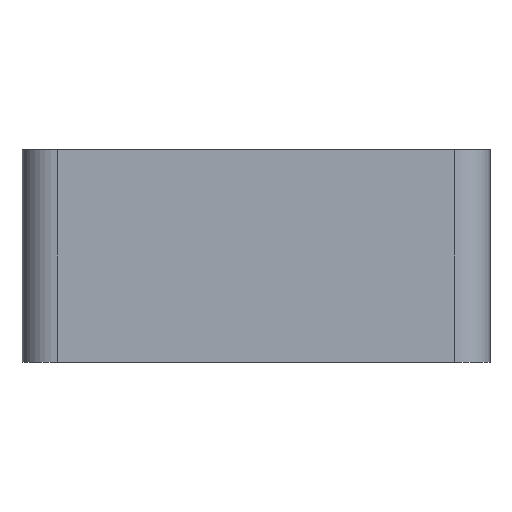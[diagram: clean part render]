
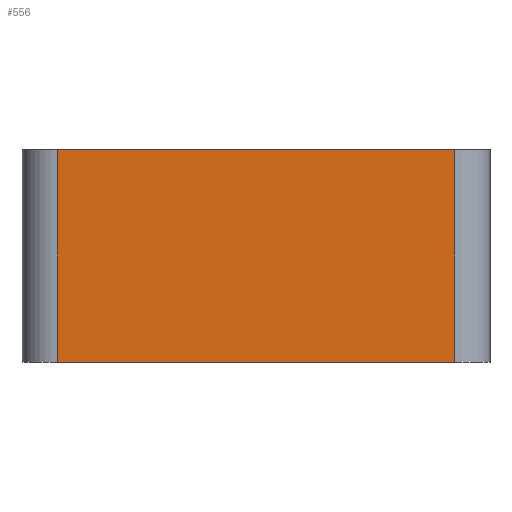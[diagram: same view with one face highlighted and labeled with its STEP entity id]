
A CAD part, front view. The second image highlights one B-rep face of the part: STEP entity #556.
In plain terms, the highlighted planar face has unit normal (0, -1, 0).
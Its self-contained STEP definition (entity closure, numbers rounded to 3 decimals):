
#35=PLANE('',#608);
#63=FACE_OUTER_BOUND('',#91,.T.);
#91=EDGE_LOOP('',(#508,#509,#510,#511));
#100=LINE('',#779,#168);
#109=LINE('',#805,#177);
#119=LINE('',#828,#187);
#160=LINE('',#912,#228);
#168=VECTOR('',#631,10.);
#177=VECTOR('',#654,10.);
#187=VECTOR('',#672,10.);
#228=VECTOR('',#751,10.);
#247=VERTEX_POINT('',#776);
#248=VERTEX_POINT('',#778);
#258=VERTEX_POINT('',#803);
#267=VERTEX_POINT('',#826);
#301=EDGE_CURVE('',#248,#247,#100,.T.);
#314=EDGE_CURVE('',#258,#247,#109,.T.);
#326=EDGE_CURVE('',#248,#267,#119,.T.);
#368=EDGE_CURVE('',#267,#258,#160,.T.);
#508=ORIENTED_EDGE('',*,*,#314,.F.);
#509=ORIENTED_EDGE('',*,*,#368,.F.);
#510=ORIENTED_EDGE('',*,*,#326,.F.);
#511=ORIENTED_EDGE('',*,*,#301,.T.);
#556=ADVANCED_FACE('',(#63),#35,.T.);
#608=AXIS2_PLACEMENT_3D('',#911,#749,#750);
#631=DIRECTION('',(1.,0.,0.));
#654=DIRECTION('',(0.,0.,-1.));
#672=DIRECTION('',(0.,0.,1.));
#749=DIRECTION('center_axis',(0.,-1.,0.));
#750=DIRECTION('ref_axis',(1.,0.,0.));
#751=DIRECTION('',(1.,0.,0.));
#776=CARTESIAN_POINT('',(17.5,-9.,0.));
#778=CARTESIAN_POINT('',(-10.5,-9.,0.));
#779=CARTESIAN_POINT('',(-13.,-9.,0.));
#803=CARTESIAN_POINT('',(17.5,-9.,15.));
#805=CARTESIAN_POINT('',(17.5,-9.,0.));
#826=CARTESIAN_POINT('',(-10.5,-9.,15.));
#828=CARTESIAN_POINT('',(-10.5,-9.,0.));
#911=CARTESIAN_POINT('Origin',(-13.,-9.,0.));
#912=CARTESIAN_POINT('',(-13.,-9.,15.));
